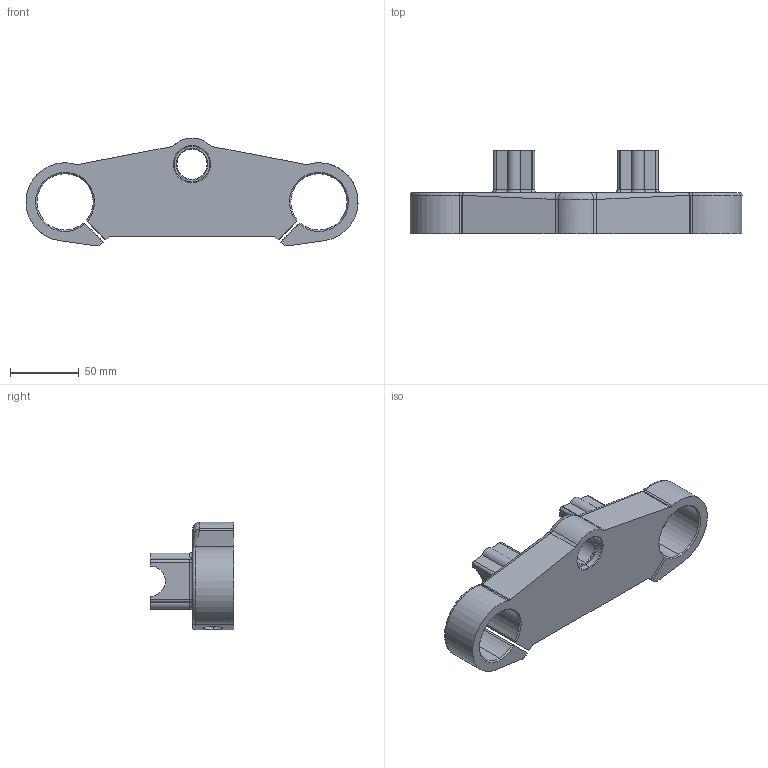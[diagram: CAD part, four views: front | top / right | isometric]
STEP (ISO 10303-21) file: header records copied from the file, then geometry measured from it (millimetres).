
FILE_DESCRIPTION (( 'STEP AP214' ), '1' );
FILE_NAME ('Base du té supérieur 650 DR 01-02 - OK.STEP', '2019-05-05T17:30:29', ( '' ), ( '' ), 'SwSTEP 2.0', 'SolidWorks 2019', '' );
FILE_SCHEMA (( 'AUTOMOTIVE_DESIGN' ));
Length unit declared in the file: millimetre
Products named in the file (1): Base du té supérieur 650 DR 01-02 - OK
Bounding box: 241.93 x 61 x 78.54 mm (x, y, z)
Volume: 369257.8 mm3; surface area: 63170.6 mm2
Topology: 1 solids, 1 shells, 518 faces, 1438 edges, 933 vertices
Faces by surface type: cylinder 393, plane 55, bspline 38, cone 18, torus 14
Entity records: 40626 total; most frequent: CARTESIAN_POINT 29559, ORIENTED_EDGE 2876, DIRECTION 1800, EDGE_CURVE 1438, VERTEX_POINT 933, AXIS2_PLACEMENT_3D 636, EDGE_LOOP 535, VECTOR 528
